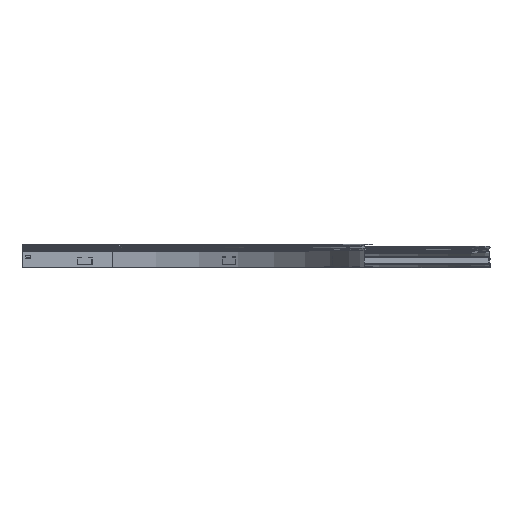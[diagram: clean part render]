
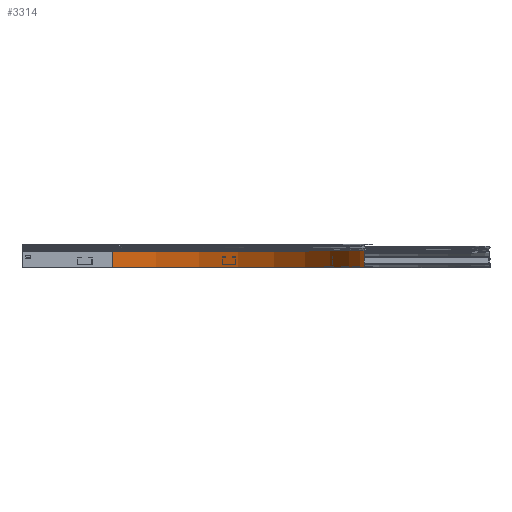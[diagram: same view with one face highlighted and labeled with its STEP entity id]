
A CAD part, top view. The second image highlights one B-rep face of the part: STEP entity #3314.
In plain terms, the highlighted cylindrical face has radius 600 mm (diameter 1200 mm), a partial arc.
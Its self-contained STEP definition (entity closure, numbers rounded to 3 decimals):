
#494 = DIRECTION ( 'NONE',  ( 0., -1., 0. ) ) ;
#537 = DIRECTION ( 'NONE',  ( 0., 1., 0. ) ) ;
#1083 = CARTESIAN_POINT ( 'NONE',  ( 0., 39.499, 0. ) ) ;
#1164 = DIRECTION ( 'NONE',  ( 0., 1., 0. ) ) ;
#1208 = CIRCLE ( 'NONE', #7489, 600. ) ;
#1289 = CARTESIAN_POINT ( 'NONE',  ( 600., 39.499, 0. ) ) ;
#1435 = EDGE_CURVE ( 'NONE', #4574, #3191, #1208, .T. ) ;
#1787 = DIRECTION ( 'NONE',  ( 0., 0., 1. ) ) ;
#1867 = EDGE_CURVE ( 'NONE', #4574, #6225, #3616, .T. ) ;
#1926 = EDGE_CURVE ( 'NONE', #3191, #4240, #7797, .T. ) ;
#2144 = CARTESIAN_POINT ( 'NONE',  ( 0., 2.2, -600. ) ) ;
#2257 = ORIENTED_EDGE ( 'NONE', *, *, #1435, .T. ) ;
#2355 = AXIS2_PLACEMENT_3D ( 'NONE', #1083, #5484, #7970 ) ;
#2437 = CARTESIAN_POINT ( 'NONE',  ( 0., 0., 0. ) ) ;
#3191 = VERTEX_POINT ( 'NONE', #7286 ) ;
#3314 = ADVANCED_FACE ( 'NONE', ( #5838 ), #7199, .F. ) ;
#3616 = LINE ( 'NONE', #2144, #7097 ) ;
#4240 = VERTEX_POINT ( 'NONE', #1289 ) ;
#4574 = VERTEX_POINT ( 'NONE', #4588 ) ;
#4588 = CARTESIAN_POINT ( 'NONE',  ( 0., 0., -600. ) ) ;
#5057 = ORIENTED_EDGE ( 'NONE', *, *, #7273, .T. ) ;
#5484 = DIRECTION ( 'NONE',  ( 0., 1., 0. ) ) ;
#5665 = ORIENTED_EDGE ( 'NONE', *, *, #1867, .F. ) ;
#5838 = FACE_OUTER_BOUND ( 'NONE', #7259, .T. ) ;
#5863 = CARTESIAN_POINT ( 'NONE',  ( 600., 2.2, 0. ) ) ;
#5998 = CARTESIAN_POINT ( 'NONE',  ( 0., 0., 0. ) ) ;
#6014 = VECTOR ( 'NONE', #537, 1000. ) ;
#6025 = AXIS2_PLACEMENT_3D ( 'NONE', #2437, #1164, #1787 ) ;
#6225 = VERTEX_POINT ( 'NONE', #7607 ) ;
#6271 = ORIENTED_EDGE ( 'NONE', *, *, #1926, .T. ) ;
#6650 = CIRCLE ( 'NONE', #2355, 600. ) ;
#7005 = DIRECTION ( 'NONE',  ( 0., 1., 0. ) ) ;
#7097 = VECTOR ( 'NONE', #7005, 1000. ) ;
#7199 = CYLINDRICAL_SURFACE ( 'NONE', #6025, 600. ) ;
#7257 = DIRECTION ( 'NONE',  ( 1., 0., 0. ) ) ;
#7259 = EDGE_LOOP ( 'NONE', ( #5057, #5665, #2257, #6271 ) ) ;
#7273 = EDGE_CURVE ( 'NONE', #4240, #6225, #6650, .T. ) ;
#7286 = CARTESIAN_POINT ( 'NONE',  ( 600., 0., 0. ) ) ;
#7489 = AXIS2_PLACEMENT_3D ( 'NONE', #5998, #494, #7257 ) ;
#7607 = CARTESIAN_POINT ( 'NONE',  ( 0., 39.499, -600. ) ) ;
#7797 = LINE ( 'NONE', #5863, #6014 ) ;
#7970 = DIRECTION ( 'NONE',  ( 1., 0., 0. ) ) ;
